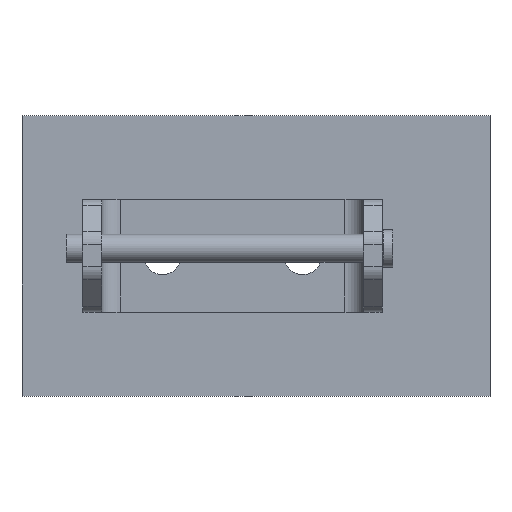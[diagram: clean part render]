
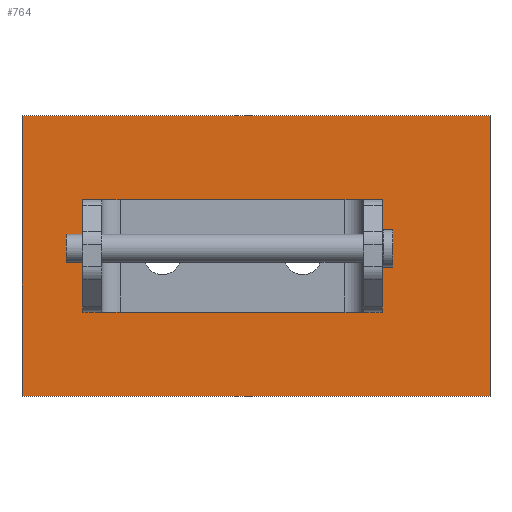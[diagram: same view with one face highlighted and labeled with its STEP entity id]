
A CAD part, top view. The second image highlights one B-rep face of the part: STEP entity #764.
In plain terms, the highlighted planar face has unit normal (0, 0, 1).
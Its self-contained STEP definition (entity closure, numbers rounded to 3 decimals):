
#31=FACE_BOUND('',#117,.T.);
#32=FACE_BOUND('',#118,.T.);
#48=PLANE('',#839);
#73=FACE_OUTER_BOUND('',#116,.T.);
#116=EDGE_LOOP('',(#546,#547,#548,#549));
#117=EDGE_LOOP('',(#550));
#118=EDGE_LOOP('',(#551));
#168=LINE('',#1176,#236);
#172=LINE('',#1184,#240);
#175=LINE('',#1190,#243);
#178=LINE('',#1195,#246);
#236=VECTOR('',#935,10.);
#240=VECTOR('',#941,10.);
#243=VECTOR('',#946,10.);
#246=VECTOR('',#951,10.);
#302=CIRCLE('',#830,2.);
#304=CIRCLE('',#833,2.);
#342=VERTEX_POINT('',#1162);
#344=VERTEX_POINT('',#1168);
#346=VERTEX_POINT('',#1174);
#347=VERTEX_POINT('',#1175);
#350=VERTEX_POINT('',#1183);
#352=VERTEX_POINT('',#1189);
#414=EDGE_CURVE('',#342,#342,#302,.T.);
#417=EDGE_CURVE('',#344,#344,#304,.T.);
#420=EDGE_CURVE('',#346,#347,#168,.T.);
#424=EDGE_CURVE('',#347,#350,#172,.T.);
#427=EDGE_CURVE('',#350,#352,#175,.T.);
#430=EDGE_CURVE('',#352,#346,#178,.T.);
#546=ORIENTED_EDGE('',*,*,#430,.T.);
#547=ORIENTED_EDGE('',*,*,#420,.T.);
#548=ORIENTED_EDGE('',*,*,#424,.T.);
#549=ORIENTED_EDGE('',*,*,#427,.T.);
#550=ORIENTED_EDGE('',*,*,#414,.T.);
#551=ORIENTED_EDGE('',*,*,#417,.T.);
#764=ADVANCED_FACE('',(#73,#31,#32),#48,.T.);
#830=AXIS2_PLACEMENT_3D('',#1163,#921,#922);
#833=AXIS2_PLACEMENT_3D('',#1169,#928,#929);
#839=AXIS2_PLACEMENT_3D('',#1197,#953,#954);
#921=DIRECTION('center_axis',(0.,0.,-1.));
#922=DIRECTION('ref_axis',(1.,0.,0.));
#928=DIRECTION('center_axis',(0.,0.,-1.));
#929=DIRECTION('ref_axis',(1.,0.,0.));
#935=DIRECTION('',(1.,0.,0.));
#941=DIRECTION('',(0.,1.,0.));
#946=DIRECTION('',(-1.,0.,0.));
#951=DIRECTION('',(0.,-1.,0.));
#953=DIRECTION('center_axis',(0.,0.,1.));
#954=DIRECTION('ref_axis',(1.,0.,0.));
#1162=CARTESIAN_POINT('',(28.,15.,0.));
#1163=CARTESIAN_POINT('Origin',(30.,15.,0.));
#1168=CARTESIAN_POINT('',(13.,15.,0.));
#1169=CARTESIAN_POINT('Origin',(15.,15.,0.));
#1174=CARTESIAN_POINT('',(0.,0.,0.));
#1175=CARTESIAN_POINT('',(50.,0.,0.));
#1176=CARTESIAN_POINT('',(0.,0.,0.));
#1183=CARTESIAN_POINT('',(50.,30.,0.));
#1184=CARTESIAN_POINT('',(50.,0.,0.));
#1189=CARTESIAN_POINT('',(0.,30.,0.));
#1190=CARTESIAN_POINT('',(50.,30.,0.));
#1195=CARTESIAN_POINT('',(0.,30.,0.));
#1197=CARTESIAN_POINT('Origin',(25.,15.,0.));
